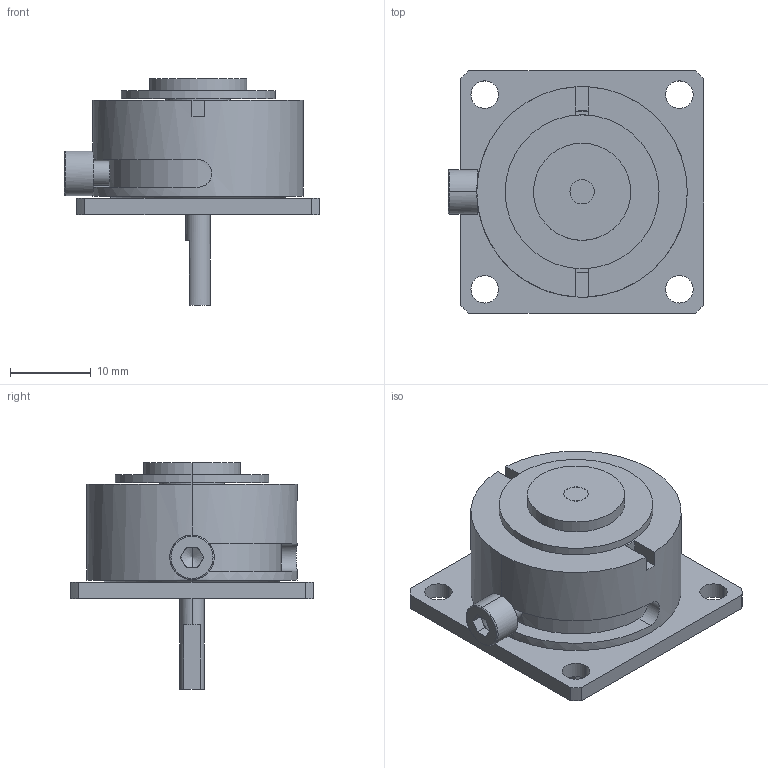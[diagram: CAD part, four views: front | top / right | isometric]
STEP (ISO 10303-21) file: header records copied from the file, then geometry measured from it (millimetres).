
FILE_DESCRIPTION (( 'STEP AP203' ), '1' );
FILE_NAME ('PHT 0.02S_25293000.STEP', '2016-06-10T04:51:30', ( ' ' ), ( '' ), 'SwSTEP 2.0', 'SolidWorks 2009', '' );
FILE_SCHEMA (( 'CONFIG_CONTROL_DESIGN' ));
Length unit declared in the file: millimetre
Products named in the file (1): PHT 0.02S_25293000
Bounding box: 31.5 x 30 x 28 mm (x, y, z)
Volume: 8269.8 mm3; surface area: 5099.1 mm2
Topology: 1 solids, 2 shells, 215 faces, 531 edges, 327 vertices
Faces by surface type: plane 112, cylinder 57, cone 44, torus 2
Entity records: 6567 total; most frequent: CARTESIAN_POINT 1350, DIRECTION 1119, ORIENTED_EDGE 1046, EDGE_CURVE 523, AXIS2_PLACEMENT_3D 430, VERTEX_POINT 327, VECTOR 259, LINE 259
